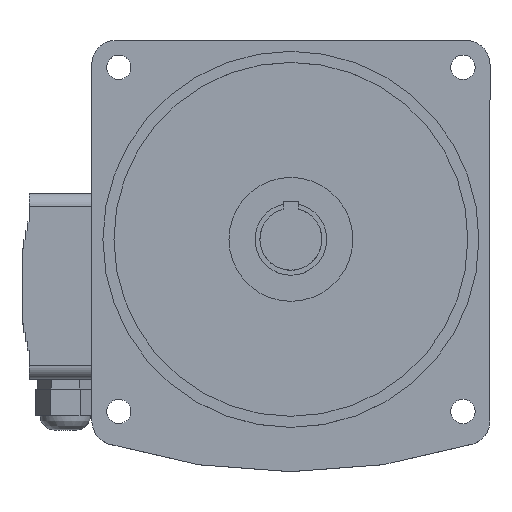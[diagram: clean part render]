
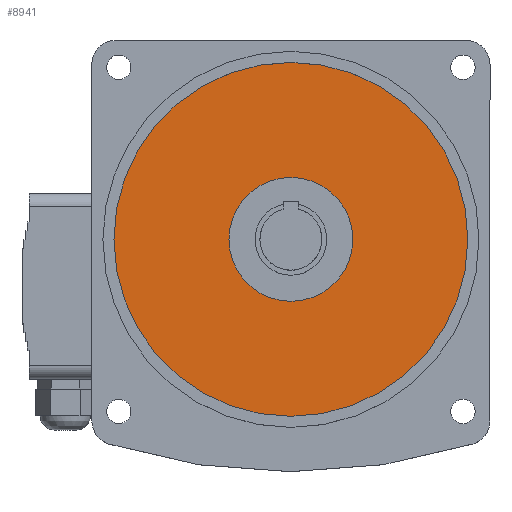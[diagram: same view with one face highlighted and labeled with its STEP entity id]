
A CAD part, top view. The second image highlights one B-rep face of the part: STEP entity #8941.
In plain terms, the highlighted planar face has unit normal (0, 0, 1).
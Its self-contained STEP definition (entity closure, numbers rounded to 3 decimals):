
#18=PLANE($,#9566);
#2655=FACE_BOUND($,#3313,.T.);
#2768=FACE_OUTER_BOUND($,#3312,.T.);
#3312=EDGE_LOOP($,(#6446));
#3313=EDGE_LOOP($,(#6447));
#3913=CIRCLE($,#9459,28.);
#3931=CIRCLE($,#9486,80.);
#4132=VERTEX_POINT($,#12780);
#4150=VERTEX_POINT($,#12825);
#5006=EDGE_CURVE($,#4132,#4132,#3913,.T.);
#5024=EDGE_CURVE($,#4150,#4150,#3931,.T.);
#6446=ORIENTED_EDGE($,*,*,#5024,.F.);
#6447=ORIENTED_EDGE($,*,*,#5006,.F.);
#8941=ADVANCED_FACE($,(#2768,#2655),#18,.T.);
#9459=AXIS2_PLACEMENT_3D($,#12781,#10212,#10213);
#9486=AXIS2_PLACEMENT_3D($,#12826,#10266,#10267);
#9566=AXIS2_PLACEMENT_3D($,#13089,#10482,#10483);
#10212=DIRECTION('center_axis',(0.,0.,1.));
#10213=DIRECTION('ref_axis',(1.,0.,0.));
#10266=DIRECTION('center_axis',(0.,0.,-1.));
#10267=DIRECTION('ref_axis',(1.,0.,0.));
#10482=DIRECTION('center_axis',(0.,0.,1.));
#10483=DIRECTION('ref_axis',(1.,0.,0.));
#12780=CARTESIAN_POINT('',(-28.,0.,0.));
#12781=CARTESIAN_POINT('Origin',(0.,0.,0.));
#12825=CARTESIAN_POINT('',(-80.,0.,0.));
#12826=CARTESIAN_POINT('Origin',(0.,0.,0.));
#13089=CARTESIAN_POINT('Origin',(0.,172.5,0.));
